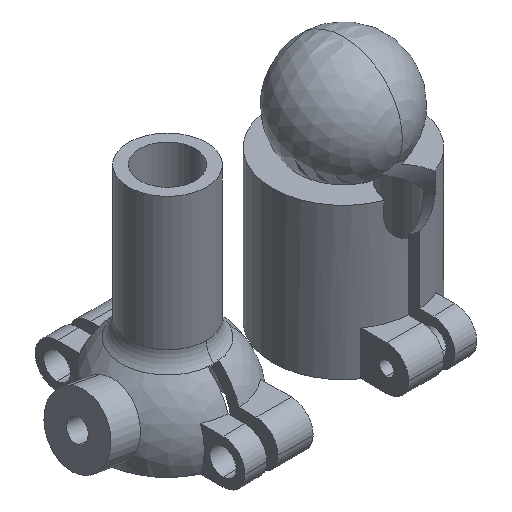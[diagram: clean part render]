
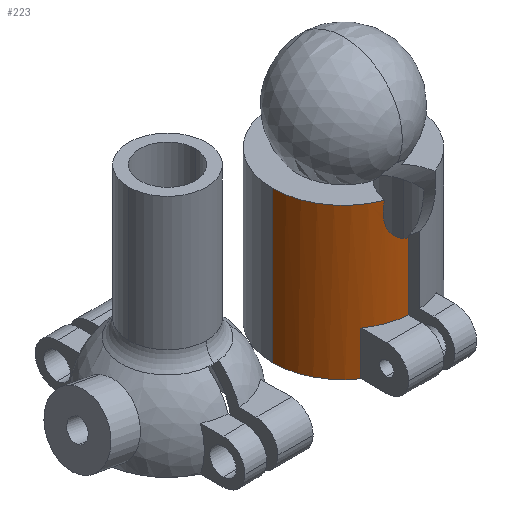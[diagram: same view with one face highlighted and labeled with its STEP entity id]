
A CAD part, isometric view. The second image highlights one B-rep face of the part: STEP entity #223.
In plain terms, the highlighted cylindrical face has radius 5.126 mm (diameter 10.252 mm), a partial arc.
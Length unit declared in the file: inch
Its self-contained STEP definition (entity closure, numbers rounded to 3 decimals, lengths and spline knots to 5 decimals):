
#223=ADVANCED_FACE('',(#468),#469,.T.);
#468=FACE_OUTER_BOUND('',#732,.T.);
#469=CYLINDRICAL_SURFACE('',#733,0.20182);
#732=EDGE_LOOP('',(#1313,#1314,#1315,#1316,#1317,#1318,#1319));
#733=AXIS2_PLACEMENT_3D('',#1320,#1321,#1322);
#1313=ORIENTED_EDGE('',*,*,#1757,.F.);
#1314=ORIENTED_EDGE('',*,*,#1758,.T.);
#1315=ORIENTED_EDGE('',*,*,#1759,.T.);
#1316=ORIENTED_EDGE('',*,*,#1760,.T.);
#1317=ORIENTED_EDGE('',*,*,#1761,.T.);
#1318=ORIENTED_EDGE('',*,*,#1762,.T.);
#1319=ORIENTED_EDGE('',*,*,#1763,.F.);
#1320=CARTESIAN_POINT('',(8.67379,-2.61317,-0.10364));
#1321=DIRECTION('',(0.,0.,1.0));
#1322=DIRECTION('',(-1.0,0.,0.));
#1757=EDGE_CURVE('',#2157,#2158,#2159,.T.);
#1758=EDGE_CURVE('',#2157,#2160,#2161,.T.);
#1759=EDGE_CURVE('',#2160,#2162,#2163,.T.);
#1760=EDGE_CURVE('',#2162,#2164,#2165,.T.);
#1761=EDGE_CURVE('',#2164,#2166,#2167,.T.);
#1762=EDGE_CURVE('',#2166,#2168,#2169,.T.);
#1763=EDGE_CURVE('',#2158,#2168,#2170,.T.);
#2157=VERTEX_POINT('',#2708);
#2158=VERTEX_POINT('',#2709);
#2159=LINE('',#2710,#2711);
#2160=VERTEX_POINT('',#2712);
#2161=CIRCLE('',#2713,0.20182);
#2162=VERTEX_POINT('',#2714);
#2163=LINE('',#2715,#2716);
#2164=VERTEX_POINT('',#2717);
#2165=CIRCLE('',#2718,0.20182);
#2166=VERTEX_POINT('',#2719);
#2167=LINE('',#2720,#2721);
#2168=VERTEX_POINT('',#2722);
#2169=B_SPLINE_CURVE_WITH_KNOTS('',3,(#2723,#2724,#2725,#2726,#2727,#2728,#2729,#2730,#2731,#2732,#2733,#2734,#2735,#2736,#2737,#2738,#2739,#2740,#2741,#2742,#2743,#2744,#2745,#2746,#2747,#2748,#2749,#2750,#2751,#2752,#2753,#2754,#2755,#2756,#2757,#2758,#2759,#2760,#2761,#2762),.UNSPECIFIED.,.F.,.F.,(4,3,3,3,3,3,3,3,3,3,3,3,3,4),(-0.03929,-0.00758,0.01126,0.04984,0.06957,0.08704,0.11694,0.135,0.16653,0.18361,0.21837,0.24298,0.25879,0.28671),.UNSPECIFIED.);
#2170=CIRCLE('',#2763,0.20182);
#2708=CARTESIAN_POINT('',(8.47197,-2.61317,-0.3182));
#2709=CARTESIAN_POINT('',(8.47197,-2.61317,0.11093));
#2710=CARTESIAN_POINT('',(8.47197,-2.61317,-0.10364));
#2711=VECTOR('',#3301,1.0);
#2712=CARTESIAN_POINT('',(8.55816,-2.77859,-0.3182));
#2713=AXIS2_PLACEMENT_3D('',#3302,#3303,#3304);
#2714=CARTESIAN_POINT('',(8.55816,-2.77859,-0.1932));
#2715=CARTESIAN_POINT('',(8.55816,-2.77859,-0.2557));
#2716=VECTOR('',#3305,25.4);
#2717=CARTESIAN_POINT('',(8.65816,-2.81438,-0.1932));
#2718=AXIS2_PLACEMENT_3D('',#3306,#3307,#3308);
#2719=CARTESIAN_POINT('',(8.65816,-2.81438,-0.00291));
#2720=CARTESIAN_POINT('',(8.65816,-2.81438,-0.13513));
#2721=VECTOR('',#3309,25.4);
#2722=CARTESIAN_POINT('',(8.60207,-2.80182,0.11093));
#2723=CARTESIAN_POINT('',(8.7427,-2.80286,0.12183));
#2724=CARTESIAN_POINT('',(8.74594,-2.80168,0.11099));
#2725=CARTESIAN_POINT('',(8.74793,-2.80088,0.09973));
#2726=CARTESIAN_POINT('',(8.74856,-2.80063,0.08891));
#2727=CARTESIAN_POINT('',(8.74894,-2.80048,0.08247));
#2728=CARTESIAN_POINT('',(8.74887,-2.80051,0.07623));
#2729=CARTESIAN_POINT('',(8.74825,-2.80075,0.06974));
#2730=CARTESIAN_POINT('',(8.74699,-2.80125,0.05646));
#2731=CARTESIAN_POINT('',(8.74324,-2.80279,0.04291));
#2732=CARTESIAN_POINT('',(8.73662,-2.80496,0.03147));
#2733=CARTESIAN_POINT('',(8.73323,-2.80607,0.02562));
#2734=CARTESIAN_POINT('',(8.72912,-2.80732,0.02031));
#2735=CARTESIAN_POINT('',(8.72448,-2.80852,0.01576));
#2736=CARTESIAN_POINT('',(8.72037,-2.80959,0.01174));
#2737=CARTESIAN_POINT('',(8.71568,-2.81067,0.00814));
#2738=CARTESIAN_POINT('',(8.71042,-2.81164,0.00511));
#2739=CARTESIAN_POINT('',(8.70143,-2.8133,-0.00007));
#2740=CARTESIAN_POINT('',(8.69093,-2.81452,-0.00329));
#2741=CARTESIAN_POINT('',(8.68071,-2.81487,-0.00424));
#2742=CARTESIAN_POINT('',(8.67453,-2.81508,-0.0048));
#2743=CARTESIAN_POINT('',(8.66853,-2.81502,-0.00463));
#2744=CARTESIAN_POINT('',(8.66237,-2.81467,-0.00368));
#2745=CARTESIAN_POINT('',(8.6516,-2.81406,-0.00203));
#2746=CARTESIAN_POINT('',(8.64094,-2.81251,0.00215));
#2747=CARTESIAN_POINT('',(8.63205,-2.81063,0.00835));
#2748=CARTESIAN_POINT('',(8.62724,-2.80961,0.0117));
#2749=CARTESIAN_POINT('',(8.62299,-2.80853,0.01556));
#2750=CARTESIAN_POINT('',(8.61929,-2.80749,0.0198));
#2751=CARTESIAN_POINT('',(8.61174,-2.80538,0.02844));
#2752=CARTESIAN_POINT('',(8.60602,-2.80331,0.03946));
#2753=CARTESIAN_POINT('',(8.60271,-2.80206,0.05126));
#2754=CARTESIAN_POINT('',(8.60036,-2.80118,0.05962));
#2755=CARTESIAN_POINT('',(8.59917,-2.80069,0.06837));
#2756=CARTESIAN_POINT('',(8.59887,-2.80057,0.07673));
#2757=CARTESIAN_POINT('',(8.59868,-2.80049,0.0821));
#2758=CARTESIAN_POINT('',(8.59882,-2.80055,0.08735));
#2759=CARTESIAN_POINT('',(8.5993,-2.80074,0.0928));
#2760=CARTESIAN_POINT('',(8.60014,-2.80107,0.10241));
#2761=CARTESIAN_POINT('',(8.60202,-2.80182,0.11228));
#2762=CARTESIAN_POINT('',(8.60488,-2.80286,0.12183));
#2763=AXIS2_PLACEMENT_3D('',#3310,#3311,#3312);
#3301=DIRECTION('',(0.,0.0,1.0));
#3302=CARTESIAN_POINT('',(8.67379,-2.61317,-0.3182));
#3303=DIRECTION('',(0.,0.,1.0));
#3304=DIRECTION('',(-1.0,0.,0.));
#3305=DIRECTION('',(0.,0.0,1.0));
#3306=CARTESIAN_POINT('',(8.67379,-2.61317,-0.1932));
#3307=DIRECTION('',(0.,0.,1.0));
#3308=DIRECTION('',(-1.0,0.,0.));
#3309=DIRECTION('',(0.,0.0,1.0));
#3310=CARTESIAN_POINT('',(8.67379,-2.61317,0.11093));
#3311=DIRECTION('',(0.,0.,1.0));
#3312=DIRECTION('',(-1.0,0.,0.));
